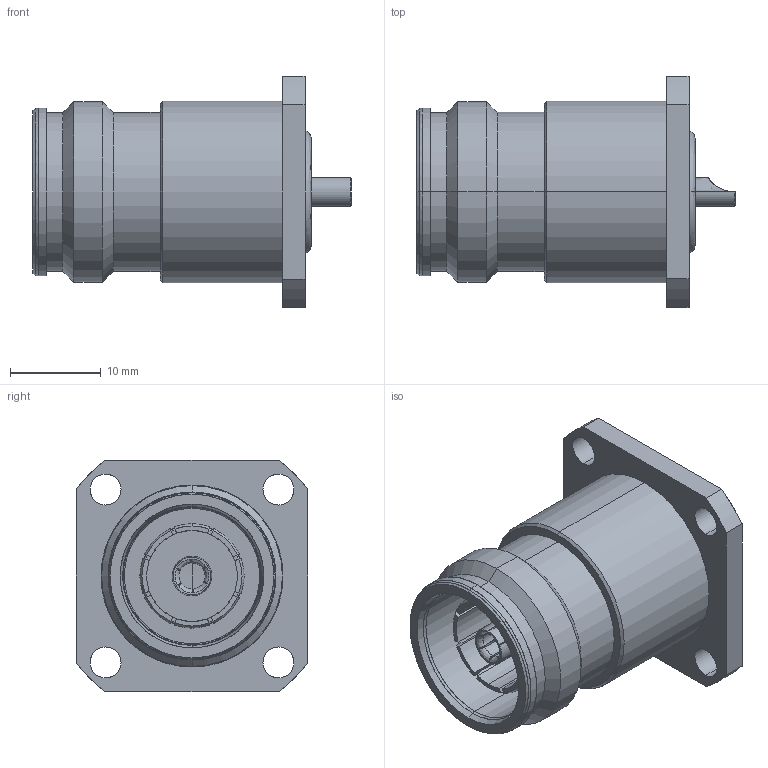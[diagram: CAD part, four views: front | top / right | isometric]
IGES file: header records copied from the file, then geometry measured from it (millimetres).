
Start section: SolidWorks IGES file using analytic representation for surfaces
Global section: file name: IGS_R183.405.067.IGS; native system: SolidWorks 2014; preprocessor: SolidWorks 2014; author: zhang_x; date: 160203.100949; units: millimetre
Bounding box: 35 x 25.4 x 25.4 mm (x, y, z)
Surface area: 4834.1 mm2 (no closed solid volume)
Topology: 0 solids, 0 shells, 238 faces, 2504 edges, 2470 vertices
Faces by surface type: revolution 130, bspline 108
